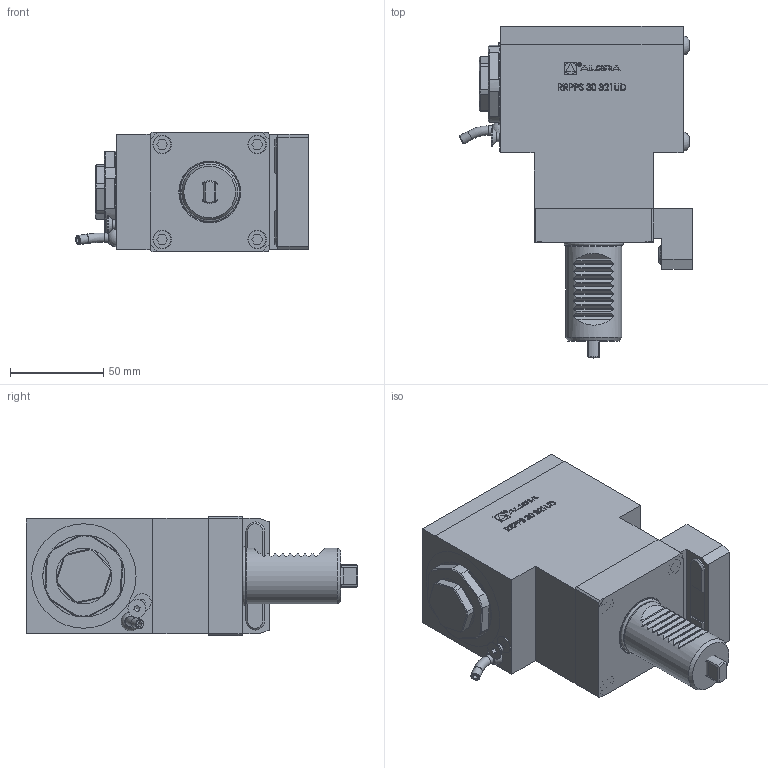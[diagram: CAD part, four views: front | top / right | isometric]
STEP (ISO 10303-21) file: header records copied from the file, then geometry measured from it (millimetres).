
FILE_DESCRIPTION (( 'STEP AP214' ), '1' );
FILE_NAME ('RRPPS30321UD.STEP', '2022-07-21T09:29:01', ( '' ), ( '' ), 'SwSTEP 2.0', 'SolidWorks 2016', '' );
FILE_SCHEMA (( 'AUTOMOTIVE_DESIGN' ));
Length unit declared in the file: millimetre
Products named in the file (1): RRPPS30321UD
Bounding box: 124.99 x 178.1 x 64 mm (x, y, z)
Volume: 726963.6 mm3; surface area: 75704.5 mm2
Topology: 2 solids, 3 shells, 688 faces, 1737 edges, 1126 vertices
Faces by surface type: plane 434, bspline 99, cylinder 85, cone 45, torus 21, sphere 4
Full cylindrical faces by diameter (mm): 1.7 x1, 2.1 x1, 2.5 x2, 5 x4, 6 x4, 6.366 x1, 9.64 x1, 10 x4, 10.5 x3, 12.3 x1, 16.3 x1, 17.3 x1, 18 x1, 24 x1, 30 x1, 32 x1, 44 x1, 47 x2
Entity records: 28463 total; most frequent: CARTESIAN_POINT 9927, ORIENTED_EDGE 3258, DIRECTION 2782, EDGE_CURVE 1629, VERTEX_POINT 1094, VECTOR 1048, LINE 1048, AXIS2_PLACEMENT_3D 867
